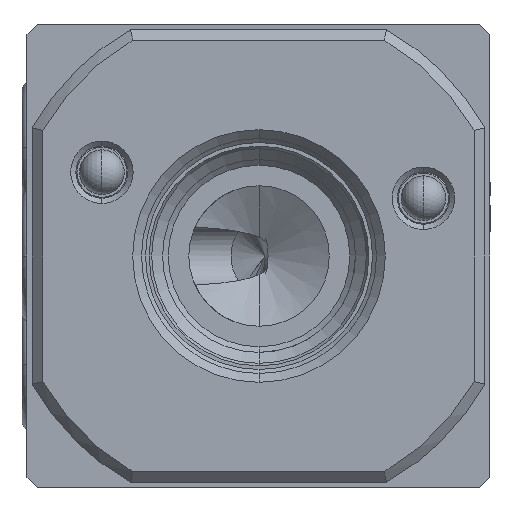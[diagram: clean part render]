
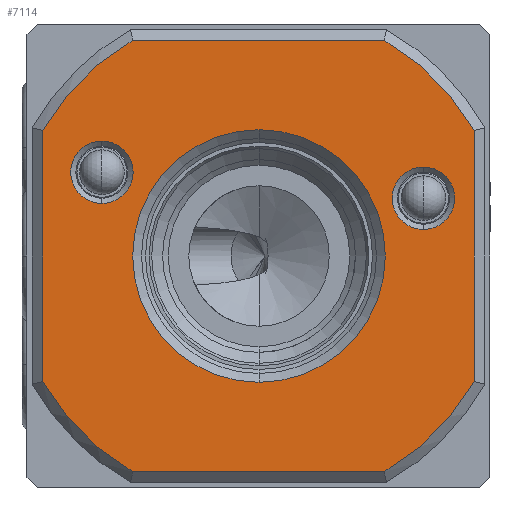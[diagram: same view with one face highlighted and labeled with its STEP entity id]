
A CAD part, left-side view. The second image highlights one B-rep face of the part: STEP entity #7114.
In plain terms, the highlighted planar face has unit normal (-1, 0, 0).
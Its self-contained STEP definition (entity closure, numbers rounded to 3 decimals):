
#95 = FACE_OUTER_BOUND ( 'NONE', #11591, .T. ) ;
#140 = AXIS2_PLACEMENT_3D ( 'NONE', #13594, #6188, #15054 ) ;
#500 = ORIENTED_EDGE ( 'NONE', *, *, #13192, .T. ) ;
#511 = AXIS2_PLACEMENT_3D ( 'NONE', #5221, #3795, #11014 ) ;
#694 = VERTEX_POINT ( 'NONE', #19025 ) ;
#808 = CARTESIAN_POINT ( 'NONE',  ( -41.7, -34.31, 43. ) ) ;
#906 = VECTOR ( 'NONE', #10620, 1000. ) ;
#1003 = EDGE_CURVE ( 'NONE', #4532, #4805, #15108, .T. ) ;
#1108 = CIRCLE ( 'NONE', #2058, 24. ) ;
#1313 = VERTEX_POINT ( 'NONE', #15182 ) ;
#1587 = DIRECTION ( 'NONE',  ( 0., 0., 1. ) ) ;
#1607 = DIRECTION ( 'NONE',  ( 1., 0., 0. ) ) ;
#1669 = CARTESIAN_POINT ( 'NONE',  ( -41.7, -10.19, 43. ) ) ;
#1905 = AXIS2_PLACEMENT_3D ( 'NONE', #12237, #3178, #4665 ) ;
#2058 = AXIS2_PLACEMENT_3D ( 'NONE', #3055, #5894, #4541 ) ;
#2206 = ORIENTED_EDGE ( 'NONE', *, *, #11953, .T. ) ;
#2229 = ORIENTED_EDGE ( 'NONE', *, *, #1003, .T. ) ;
#2458 = EDGE_LOOP ( 'NONE', ( #8945, #8417 ) ) ;
#2498 = CIRCLE ( 'NONE', #4975, 24. ) ;
#2801 = CARTESIAN_POINT ( 'NONE',  ( -41.7, -22.3, 10.11 ) ) ;
#2805 = LINE ( 'NONE', #4527, #906 ) ;
#3034 = EDGE_CURVE ( 'NONE', #11224, #15651, #6268, .T. ) ;
#3055 = CARTESIAN_POINT ( 'NONE',  ( -41.7, -22.25, 22.25 ) ) ;
#3166 = CARTESIAN_POINT ( 'NONE',  ( -41.7, -34.31, 1.5 ) ) ;
#3178 = DIRECTION ( 'NONE',  ( 1., 0., 0. ) ) ;
#3795 = DIRECTION ( 'NONE',  ( 1., 0., 0. ) ) ;
#3836 = CARTESIAN_POINT ( 'NONE',  ( -41.7, -1.5, 34.31 ) ) ;
#3837 = EDGE_CURVE ( 'NONE', #15651, #11224, #18785, .T. ) ;
#4122 = CARTESIAN_POINT ( 'NONE',  ( -41.7, -22.3, 22.25 ) ) ;
#4158 = CARTESIAN_POINT ( 'NONE',  ( -41.7, -7.2, 27.3 ) ) ;
#4165 = CARTESIAN_POINT ( 'NONE',  ( -41.7, -43., 10.19 ) ) ;
#4382 = EDGE_CURVE ( 'NONE', #694, #17148, #8078, .T. ) ;
#4460 = AXIS2_PLACEMENT_3D ( 'NONE', #18455, #4995, #13837 ) ;
#4493 = DIRECTION ( 'NONE',  ( 0., 0., 1. ) ) ;
#4527 = CARTESIAN_POINT ( 'NONE',  ( -41.7, -43., 34.576 ) ) ;
#4532 = VERTEX_POINT ( 'NONE', #10522 ) ;
#4541 = DIRECTION ( 'NONE',  ( 0., 0., 1. ) ) ;
#4592 = VERTEX_POINT ( 'NONE', #18585 ) ;
#4665 = DIRECTION ( 'NONE',  ( 0., 0., 1. ) ) ;
#4805 = VERTEX_POINT ( 'NONE', #808 ) ;
#4975 = AXIS2_PLACEMENT_3D ( 'NONE', #4986, #8386, #7986 ) ;
#4986 = CARTESIAN_POINT ( 'NONE',  ( -41.7, -22.25, 22.25 ) ) ;
#4995 = DIRECTION ( 'NONE',  ( 1., 0., 0. ) ) ;
#5119 = DIRECTION ( 'NONE',  ( 0., 0., -1. ) ) ;
#5221 = CARTESIAN_POINT ( 'NONE',  ( -41.7, -7.2, 30.3 ) ) ;
#5693 = AXIS2_PLACEMENT_3D ( 'NONE', #4122, #17693, #19204 ) ;
#5894 = DIRECTION ( 'NONE',  ( -1., 0., 0. ) ) ;
#6188 = DIRECTION ( 'NONE',  ( -1., 0., 0. ) ) ;
#6201 = EDGE_CURVE ( 'NONE', #1313, #8872, #11378, .T. ) ;
#6268 = CIRCLE ( 'NONE', #4460, 12.14 ) ;
#7021 = EDGE_LOOP ( 'NONE', ( #11137, #10763 ) ) ;
#7114 = ADVANCED_FACE ( 'NONE', ( #95, #8274, #15873, #7809 ), #16418, .T. ) ;
#7284 = CARTESIAN_POINT ( 'NONE',  ( -41.7, -22.25, 22.25 ) ) ;
#7354 = DIRECTION ( 'NONE',  ( -1., 0., 0. ) ) ;
#7575 = EDGE_CURVE ( 'NONE', #4805, #11109, #12783, .T. ) ;
#7622 = CIRCLE ( 'NONE', #1905, 3. ) ;
#7756 = ORIENTED_EDGE ( 'NONE', *, *, #13914, .T. ) ;
#7809 = FACE_BOUND ( 'NONE', #2458, .T. ) ;
#7986 = DIRECTION ( 'NONE',  ( 0., 0., 1. ) ) ;
#8041 = CARTESIAN_POINT ( 'NONE',  ( -41.7, -1.5, 9.924 ) ) ;
#8078 = LINE ( 'NONE', #10179, #11649 ) ;
#8274 = FACE_BOUND ( 'NONE', #7021, .T. ) ;
#8386 = DIRECTION ( 'NONE',  ( -1., 0., 0. ) ) ;
#8417 = ORIENTED_EDGE ( 'NONE', *, *, #3837, .T. ) ;
#8740 = VECTOR ( 'NONE', #17771, 1000. ) ;
#8850 = EDGE_LOOP ( 'NONE', ( #15489, #7756 ) ) ;
#8872 = VERTEX_POINT ( 'NONE', #19517 ) ;
#8945 = ORIENTED_EDGE ( 'NONE', *, *, #3034, .T. ) ;
#10088 = CARTESIAN_POINT ( 'NONE',  ( -41.7, -1.5, 10.19 ) ) ;
#10179 = CARTESIAN_POINT ( 'NONE',  ( -41.7, -34.576, 1.5 ) ) ;
#10306 = DIRECTION ( 'NONE',  ( 0., 0., 1. ) ) ;
#10345 = EDGE_CURVE ( 'NONE', #4592, #13896, #16992, .T. ) ;
#10419 = DIRECTION ( 'NONE',  ( 1., 0., 0. ) ) ;
#10522 = CARTESIAN_POINT ( 'NONE',  ( -41.7, -43., 34.31 ) ) ;
#10620 = DIRECTION ( 'NONE',  ( 0., 0., 1. ) ) ;
#10763 = ORIENTED_EDGE ( 'NONE', *, *, #6201, .T. ) ;
#10814 = VERTEX_POINT ( 'NONE', #3836 ) ;
#11014 = DIRECTION ( 'NONE',  ( 0., 0., 1. ) ) ;
#11109 = VERTEX_POINT ( 'NONE', #1669 ) ;
#11137 = ORIENTED_EDGE ( 'NONE', *, *, #14951, .T. ) ;
#11224 = VERTEX_POINT ( 'NONE', #18502 ) ;
#11378 = CIRCLE ( 'NONE', #16642, 3. ) ;
#11486 = LINE ( 'NONE', #8041, #17412 ) ;
#11591 = EDGE_LOOP ( 'NONE', ( #14061, #13933, #17496, #2229, #12064, #500, #2206, #15367 ) ) ;
#11649 = VECTOR ( 'NONE', #11999, 1000. ) ;
#11894 = CARTESIAN_POINT ( 'NONE',  ( -41.7, -38.1, 27.8 ) ) ;
#11953 = EDGE_CURVE ( 'NONE', #10814, #17724, #11486, .T. ) ;
#11991 = CARTESIAN_POINT ( 'NONE',  ( -41.7, -7.2, 30.3 ) ) ;
#11999 = DIRECTION ( 'NONE',  ( 0., -1., 0. ) ) ;
#12064 = ORIENTED_EDGE ( 'NONE', *, *, #7575, .T. ) ;
#12237 = CARTESIAN_POINT ( 'NONE',  ( -41.7, -38.1, 27.8 ) ) ;
#12330 = EDGE_CURVE ( 'NONE', #15632, #4532, #2805, .T. ) ;
#12747 = CARTESIAN_POINT ( 'NONE',  ( -41.7, -22.25, 22.25 ) ) ;
#12783 = LINE ( 'NONE', #13080, #8740 ) ;
#12867 = AXIS2_PLACEMENT_3D ( 'NONE', #12747, #16994, #17239 ) ;
#13080 = CARTESIAN_POINT ( 'NONE',  ( -41.7, -9.924, 43. ) ) ;
#13192 = EDGE_CURVE ( 'NONE', #11109, #10814, #1108, .T. ) ;
#13241 = CIRCLE ( 'NONE', #140, 24. ) ;
#13594 = CARTESIAN_POINT ( 'NONE',  ( -41.7, -22.25, 22.25 ) ) ;
#13837 = DIRECTION ( 'NONE',  ( 0., 0., 1. ) ) ;
#13896 = VERTEX_POINT ( 'NONE', #4158 ) ;
#13914 = EDGE_CURVE ( 'NONE', #13896, #4592, #15943, .T. ) ;
#13933 = ORIENTED_EDGE ( 'NONE', *, *, #14621, .T. ) ;
#14061 = ORIENTED_EDGE ( 'NONE', *, *, #4382, .T. ) ;
#14621 = EDGE_CURVE ( 'NONE', #17148, #15632, #2498, .T. ) ;
#14806 = AXIS2_PLACEMENT_3D ( 'NONE', #11991, #1607, #10306 ) ;
#14951 = EDGE_CURVE ( 'NONE', #8872, #1313, #7622, .T. ) ;
#14983 = AXIS2_PLACEMENT_3D ( 'NONE', #7284, #7354, #4493 ) ;
#15054 = DIRECTION ( 'NONE',  ( 0., 0., 1. ) ) ;
#15108 = CIRCLE ( 'NONE', #12867, 24. ) ;
#15182 = CARTESIAN_POINT ( 'NONE',  ( -41.7, -38.1, 24.8 ) ) ;
#15367 = ORIENTED_EDGE ( 'NONE', *, *, #16047, .T. ) ;
#15489 = ORIENTED_EDGE ( 'NONE', *, *, #10345, .T. ) ;
#15632 = VERTEX_POINT ( 'NONE', #4165 ) ;
#15651 = VERTEX_POINT ( 'NONE', #2801 ) ;
#15873 = FACE_BOUND ( 'NONE', #8850, .T. ) ;
#15943 = CIRCLE ( 'NONE', #14806, 3. ) ;
#16047 = EDGE_CURVE ( 'NONE', #17724, #694, #13241, .T. ) ;
#16418 = PLANE ( 'NONE',  #14983 ) ;
#16642 = AXIS2_PLACEMENT_3D ( 'NONE', #11894, #10419, #1587 ) ;
#16992 = CIRCLE ( 'NONE', #511, 3. ) ;
#16994 = DIRECTION ( 'NONE',  ( -1., 0., 0. ) ) ;
#17148 = VERTEX_POINT ( 'NONE', #3166 ) ;
#17239 = DIRECTION ( 'NONE',  ( 0., 0., 1. ) ) ;
#17412 = VECTOR ( 'NONE', #5119, 1000. ) ;
#17496 = ORIENTED_EDGE ( 'NONE', *, *, #12330, .T. ) ;
#17693 = DIRECTION ( 'NONE',  ( 1., 0., 0. ) ) ;
#17724 = VERTEX_POINT ( 'NONE', #10088 ) ;
#17771 = DIRECTION ( 'NONE',  ( 0., 1., 0. ) ) ;
#18455 = CARTESIAN_POINT ( 'NONE',  ( -41.7, -22.3, 22.25 ) ) ;
#18502 = CARTESIAN_POINT ( 'NONE',  ( -41.7, -22.3, 34.39 ) ) ;
#18585 = CARTESIAN_POINT ( 'NONE',  ( -41.7, -7.2, 33.3 ) ) ;
#18785 = CIRCLE ( 'NONE', #5693, 12.14 ) ;
#19025 = CARTESIAN_POINT ( 'NONE',  ( -41.7, -10.19, 1.5 ) ) ;
#19204 = DIRECTION ( 'NONE',  ( 0., 0., 1. ) ) ;
#19517 = CARTESIAN_POINT ( 'NONE',  ( -41.7, -38.1, 30.8 ) ) ;
